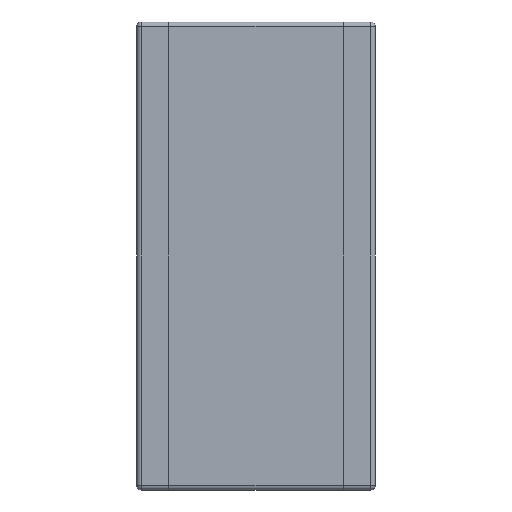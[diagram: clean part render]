
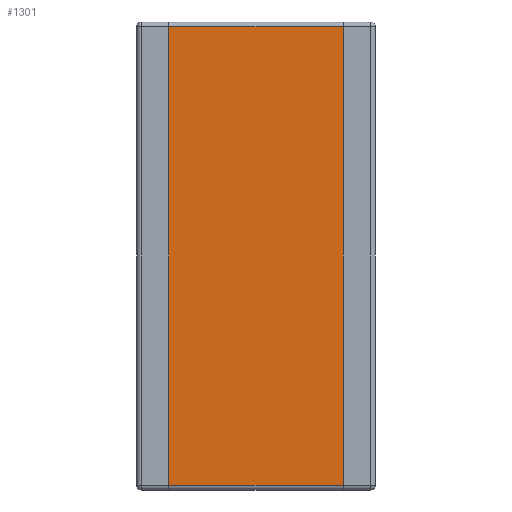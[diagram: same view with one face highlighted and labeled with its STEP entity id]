
A CAD part, front view. The second image highlights one B-rep face of the part: STEP entity #1301.
In plain terms, the highlighted planar face has unit normal (0, -1, 0).
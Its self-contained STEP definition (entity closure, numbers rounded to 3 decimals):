
#91 = CARTESIAN_POINT ( 'NONE',  ( 0.95, 0., 2.5 ) ) ;
#280 = CARTESIAN_POINT ( 'NONE',  ( -0.95, 0., -2.5 ) ) ;
#308 = CARTESIAN_POINT ( 'NONE',  ( -0.95, 0., 2.5 ) ) ;
#512 = DIRECTION ( 'NONE',  ( 0., -1., 0. ) ) ;
#513 = CARTESIAN_POINT ( 'NONE',  ( 1.3, 0., -2.55 ) ) ;
#514 = AXIS2_PLACEMENT_3D ( 'NONE', #513, #512, #565 ) ;
#515 = PLANE ( 'NONE',  #514 ) ;
#530 = FACE_OUTER_BOUND ( 'NONE', #1302, .T. ) ;
#556 = DIRECTION ( 'NONE',  ( -1., 0., 0. ) ) ;
#557 = VECTOR ( 'NONE', #556, 1000. ) ;
#558 = CARTESIAN_POINT ( 'NONE',  ( -1.3, 0., 2.5 ) ) ;
#560 = LINE ( 'NONE', #558, #557 ) ;
#561 = DIRECTION ( 'NONE',  ( 1., 0., 0. ) ) ;
#562 = VECTOR ( 'NONE', #561, 1000. ) ;
#563 = CARTESIAN_POINT ( 'NONE',  ( 1.3, 0., -2.5 ) ) ;
#564 = LINE ( 'NONE', #563, #562 ) ;
#565 = DIRECTION ( 'NONE',  ( 0., 0., -1. ) ) ;
#1103 = EDGE_CURVE ( 'NONE', #1165, #1104, #1528, .T. ) ;
#1104 = VERTEX_POINT ( 'NONE', #1519 ) ;
#1114 = EDGE_CURVE ( 'NONE', #1232, #1236, #1505, .T. ) ;
#1165 = VERTEX_POINT ( 'NONE', #91 ) ;
#1232 = VERTEX_POINT ( 'NONE', #280 ) ;
#1236 = VERTEX_POINT ( 'NONE', #308 ) ;
#1301 = ADVANCED_FACE ( 'NONE', ( #530 ), #515, .T. ) ;
#1302 = EDGE_LOOP ( 'NONE', ( #1303, #1304, #1306, #1307 ) ) ;
#1303 = ORIENTED_EDGE ( 'NONE', *, *, #1114, .F. ) ;
#1304 = ORIENTED_EDGE ( 'NONE', *, *, #1305, .T. ) ;
#1305 = EDGE_CURVE ( 'NONE', #1232, #1104, #564, .T. ) ;
#1306 = ORIENTED_EDGE ( 'NONE', *, *, #1103, .F. ) ;
#1307 = ORIENTED_EDGE ( 'NONE', *, *, #1308, .T. ) ;
#1308 = EDGE_CURVE ( 'NONE', #1165, #1236, #560, .T. ) ;
#1502 = DIRECTION ( 'NONE',  ( 0., 0., 1. ) ) ;
#1503 = VECTOR ( 'NONE', #1502, 1000. ) ;
#1504 = CARTESIAN_POINT ( 'NONE',  ( -0.95, 0., -2.55 ) ) ;
#1505 = LINE ( 'NONE', #1504, #1503 ) ;
#1519 = CARTESIAN_POINT ( 'NONE',  ( 0.95, 0., -2.5 ) ) ;
#1520 = DIRECTION ( 'NONE',  ( 0., 0., -1. ) ) ;
#1521 = VECTOR ( 'NONE', #1520, 1000. ) ;
#1522 = CARTESIAN_POINT ( 'NONE',  ( 0.95, 0., -2.55 ) ) ;
#1528 = LINE ( 'NONE', #1522, #1521 ) ;
